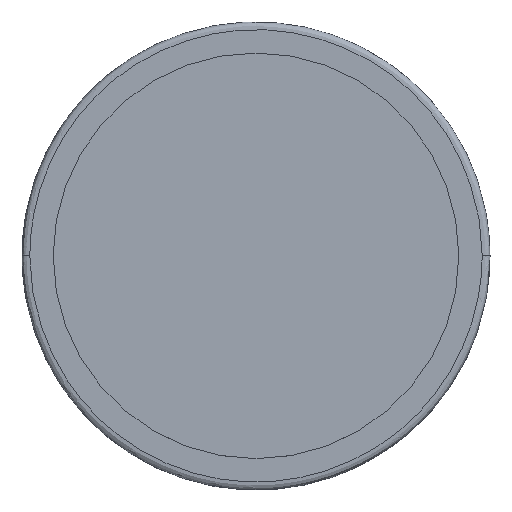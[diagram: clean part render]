
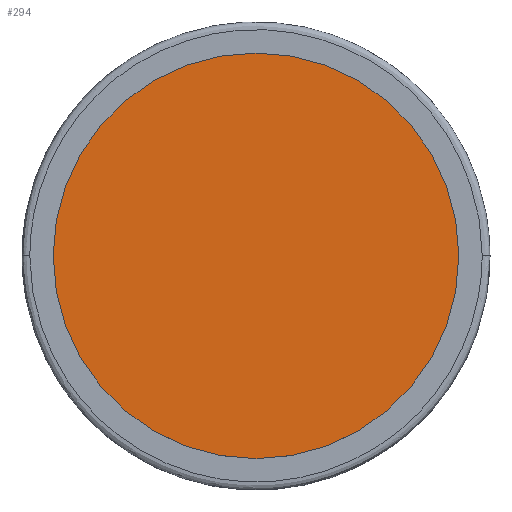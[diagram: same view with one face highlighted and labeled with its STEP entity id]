
A CAD part, top view. The second image highlights one B-rep face of the part: STEP entity #294.
In plain terms, the highlighted planar face has unit normal (0, 0, 1).
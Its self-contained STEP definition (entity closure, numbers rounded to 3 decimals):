
#16 = DIRECTION ( 'NONE',  ( 0., 0., 1. ) ) ;
#138 = DIRECTION ( 'NONE',  ( 0., 0., 1. ) ) ;
#221 = CARTESIAN_POINT ( 'NONE',  ( 2.6, 0., 2.8 ) ) ;
#236 = PLANE ( 'NONE',  #879 ) ;
#265 = VERTEX_POINT ( 'NONE', #221 ) ;
#287 = EDGE_CURVE ( 'NONE', #316, #265, #1424, .T. ) ;
#294 = ADVANCED_FACE ( 'NONE', ( #1587 ), #236, .T. ) ;
#296 = ORIENTED_EDGE ( 'NONE', *, *, #1218, .T. ) ;
#316 = VERTEX_POINT ( 'NONE', #1130 ) ;
#329 = CIRCLE ( 'NONE', #1269, 2.6 ) ;
#440 = EDGE_LOOP ( 'NONE', ( #675, #296 ) ) ;
#496 = DIRECTION ( 'NONE',  ( 0., 0., 1. ) ) ;
#517 = DIRECTION ( 'NONE',  ( 1., 0., 0. ) ) ;
#630 = DIRECTION ( 'NONE',  ( 1., 0., 0. ) ) ;
#675 = ORIENTED_EDGE ( 'NONE', *, *, #287, .T. ) ;
#782 = AXIS2_PLACEMENT_3D ( 'NONE', #1007, #496, #1017 ) ;
#879 = AXIS2_PLACEMENT_3D ( 'NONE', #1266, #138, #517 ) ;
#890 = CARTESIAN_POINT ( 'NONE',  ( 0., 0., 2.8 ) ) ;
#1007 = CARTESIAN_POINT ( 'NONE',  ( 0., 0., 2.8 ) ) ;
#1017 = DIRECTION ( 'NONE',  ( 1., 0., 0. ) ) ;
#1130 = CARTESIAN_POINT ( 'NONE',  ( -2.6, 0., 2.8 ) ) ;
#1218 = EDGE_CURVE ( 'NONE', #265, #316, #329, .T. ) ;
#1266 = CARTESIAN_POINT ( 'NONE',  ( 0., 0., 2.8 ) ) ;
#1269 = AXIS2_PLACEMENT_3D ( 'NONE', #890, #16, #630 ) ;
#1424 = CIRCLE ( 'NONE', #782, 2.6 ) ;
#1587 = FACE_OUTER_BOUND ( 'NONE', #440, .T. ) ;
